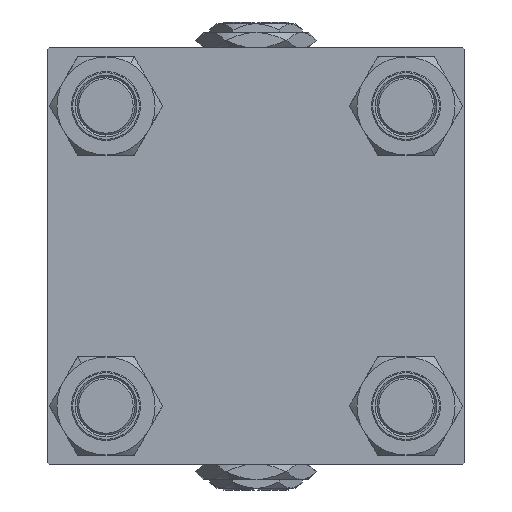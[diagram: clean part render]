
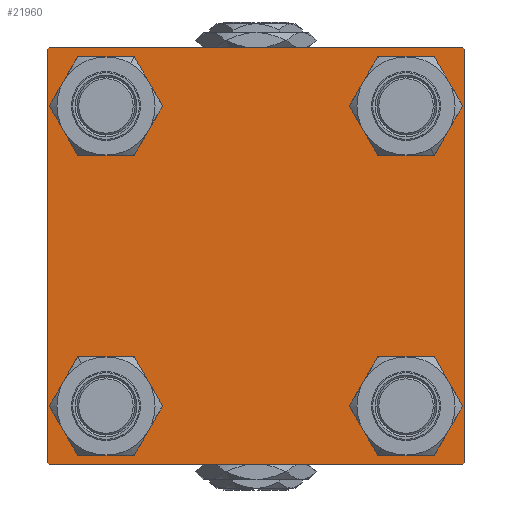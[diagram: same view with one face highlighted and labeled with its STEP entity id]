
A CAD part, left-side view. The second image highlights one B-rep face of the part: STEP entity #21960.
In plain terms, the highlighted planar face has unit normal (-1, 0, 0).
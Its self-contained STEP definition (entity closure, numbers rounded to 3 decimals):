
#430 = VERTEX_POINT ( 'NONE', #43738 ) ;
#1590 = ORIENTED_EDGE ( 'NONE', *, *, #36932, .T. ) ;
#2013 = CIRCLE ( 'NONE', #12298, 8.5 ) ;
#2258 = ORIENTED_EDGE ( 'NONE', *, *, #49343, .T. ) ;
#2518 = EDGE_CURVE ( 'NONE', #19969, #36260, #38040, .T. ) ;
#2531 = VERTEX_POINT ( 'NONE', #47451 ) ;
#2575 = EDGE_CURVE ( 'NONE', #45591, #16499, #23377, .T. ) ;
#2876 = CIRCLE ( 'NONE', #6282, 8.5 ) ;
#2924 = CARTESIAN_POINT ( 'NONE',  ( 0., 57.25, -57.25 ) ) ;
#3221 = EDGE_CURVE ( 'NONE', #430, #2531, #41493, .T. ) ;
#3676 = AXIS2_PLACEMENT_3D ( 'NONE', #8128, #24160, #20959 ) ;
#3976 = CARTESIAN_POINT ( 'NONE',  ( 0., -41.35, -41.35 ) ) ;
#4829 = VECTOR ( 'NONE', #51476, 1000. ) ;
#5366 = ORIENTED_EDGE ( 'NONE', *, *, #39160, .T. ) ;
#5491 = CARTESIAN_POINT ( 'NONE',  ( 0., -57.5, 57. ) ) ;
#6026 = DIRECTION ( 'NONE',  ( 1., 0., 0. ) ) ;
#6282 = AXIS2_PLACEMENT_3D ( 'NONE', #36195, #31917, #28162 ) ;
#6438 = DIRECTION ( 'NONE',  ( 0., -1., 0. ) ) ;
#7233 = CARTESIAN_POINT ( 'NONE',  ( 0., -57.25, -57.25 ) ) ;
#7575 = VERTEX_POINT ( 'NONE', #37568 ) ;
#8122 = DIRECTION ( 'NONE',  ( 1., 0., 0. ) ) ;
#8128 = CARTESIAN_POINT ( 'NONE',  ( 0., -41.35, 41.35 ) ) ;
#8198 = EDGE_CURVE ( 'NONE', #7575, #43615, #46686, .T. ) ;
#8313 = CARTESIAN_POINT ( 'NONE',  ( 0., 0., 0. ) ) ;
#8586 = VECTOR ( 'NONE', #14210, 1000. ) ;
#9042 = VECTOR ( 'NONE', #24850, 1000. ) ;
#9260 = VERTEX_POINT ( 'NONE', #32500 ) ;
#9389 = ORIENTED_EDGE ( 'NONE', *, *, #44227, .T. ) ;
#9985 = AXIS2_PLACEMENT_3D ( 'NONE', #3976, #32063, #44354 ) ;
#10306 = EDGE_CURVE ( 'NONE', #45591, #38752, #11514, .T. ) ;
#10696 = CARTESIAN_POINT ( 'NONE',  ( 0., -57., -57.5 ) ) ;
#10722 = CARTESIAN_POINT ( 'NONE',  ( 0., 57.5, 57.5 ) ) ;
#10842 = DIRECTION ( 'NONE',  ( 0., 0.707, 0.707 ) ) ;
#10913 = ORIENTED_EDGE ( 'NONE', *, *, #41706, .T. ) ;
#11106 = DIRECTION ( 'NONE',  ( 0., 0., 1. ) ) ;
#11473 = VECTOR ( 'NONE', #19016, 1000. ) ;
#11514 = LINE ( 'NONE', #23794, #29632 ) ;
#12232 = ORIENTED_EDGE ( 'NONE', *, *, #45867, .T. ) ;
#12298 = AXIS2_PLACEMENT_3D ( 'NONE', #44743, #8122, #16417 ) ;
#12391 = EDGE_LOOP ( 'NONE', ( #12232, #9389 ) ) ;
#12554 = EDGE_LOOP ( 'NONE', ( #32769, #39363 ) ) ;
#13520 = CARTESIAN_POINT ( 'NONE',  ( 0., 57., -57.5 ) ) ;
#14046 = ORIENTED_EDGE ( 'NONE', *, *, #8198, .T. ) ;
#14210 = DIRECTION ( 'NONE',  ( 0., -1., 0. ) ) ;
#15387 = CARTESIAN_POINT ( 'NONE',  ( 0., -57., 57.5 ) ) ;
#15946 = CARTESIAN_POINT ( 'NONE',  ( 0., 57.5, -57. ) ) ;
#16417 = DIRECTION ( 'NONE',  ( 0., 0., 1. ) ) ;
#16499 = VERTEX_POINT ( 'NONE', #15387 ) ;
#16580 = LINE ( 'NONE', #49702, #9042 ) ;
#17712 = CARTESIAN_POINT ( 'NONE',  ( 0., 41.35, 41.35 ) ) ;
#17917 = ORIENTED_EDGE ( 'NONE', *, *, #23984, .F. ) ;
#18223 = CARTESIAN_POINT ( 'NONE',  ( 0., 57.5, -57.5 ) ) ;
#18401 = CARTESIAN_POINT ( 'NONE',  ( 0., 41.35, 41.35 ) ) ;
#18717 = ORIENTED_EDGE ( 'NONE', *, *, #10306, .F. ) ;
#19016 = DIRECTION ( 'NONE',  ( 0., -0.707, 0.707 ) ) ;
#19229 = VERTEX_POINT ( 'NONE', #13520 ) ;
#19969 = VERTEX_POINT ( 'NONE', #29821 ) ;
#20484 = CARTESIAN_POINT ( 'NONE',  ( 0., -41.35, 49.85 ) ) ;
#20873 = EDGE_CURVE ( 'NONE', #2531, #430, #32356, .T. ) ;
#20959 = DIRECTION ( 'NONE',  ( 0., 0., 1. ) ) ;
#21403 = DIRECTION ( 'NONE',  ( -1., 0., 0. ) ) ;
#21960 = ADVANCED_FACE ( 'NONE', ( #49727, #41735, #37466, #48934, #25138 ), #44935, .T. ) ;
#22131 = AXIS2_PLACEMENT_3D ( 'NONE', #17712, #34019, #50313 ) ;
#22336 = CARTESIAN_POINT ( 'NONE',  ( 0., 41.35, -41.35 ) ) ;
#22613 = CIRCLE ( 'NONE', #35440, 8.5 ) ;
#22631 = CARTESIAN_POINT ( 'NONE',  ( 0., 41.35, -49.85 ) ) ;
#22825 = VERTEX_POINT ( 'NONE', #10696 ) ;
#22880 = CARTESIAN_POINT ( 'NONE',  ( 0., 57.25, 57.25 ) ) ;
#23377 = LINE ( 'NONE', #39716, #46575 ) ;
#23389 = CARTESIAN_POINT ( 'NONE',  ( 0., -57.5, -57. ) ) ;
#23794 = CARTESIAN_POINT ( 'NONE',  ( 0., -57.5, 57.5 ) ) ;
#23984 = EDGE_CURVE ( 'NONE', #7575, #16499, #50820, .T. ) ;
#24007 = ORIENTED_EDGE ( 'NONE', *, *, #37292, .T. ) ;
#24160 = DIRECTION ( 'NONE',  ( 1., 0., 0. ) ) ;
#24850 = DIRECTION ( 'NONE',  ( 0., 0., -1. ) ) ;
#25138 = FACE_OUTER_BOUND ( 'NONE', #34125, .T. ) ;
#26781 = ORIENTED_EDGE ( 'NONE', *, *, #52107, .T. ) ;
#26965 = EDGE_LOOP ( 'NONE', ( #26781, #10913 ) ) ;
#27019 = LINE ( 'NONE', #18223, #30207 ) ;
#27717 = VECTOR ( 'NONE', #44360, 1000. ) ;
#27819 = LINE ( 'NONE', #7233, #11473 ) ;
#28040 = ORIENTED_EDGE ( 'NONE', *, *, #34920, .T. ) ;
#28162 = DIRECTION ( 'NONE',  ( 0., 0., 1. ) ) ;
#29632 = VECTOR ( 'NONE', #45184, 1000. ) ;
#29821 = CARTESIAN_POINT ( 'NONE',  ( 0., 41.35, -32.85 ) ) ;
#29836 = AXIS2_PLACEMENT_3D ( 'NONE', #8313, #21403, #32906 ) ;
#30207 = VECTOR ( 'NONE', #6438, 1000. ) ;
#30318 = VERTEX_POINT ( 'NONE', #15946 ) ;
#30978 = ORIENTED_EDGE ( 'NONE', *, *, #2518, .T. ) ;
#31544 = LINE ( 'NONE', #2924, #27717 ) ;
#31917 = DIRECTION ( 'NONE',  ( 1., 0., 0. ) ) ;
#32063 = DIRECTION ( 'NONE',  ( 1., 0., 0. ) ) ;
#32356 = CIRCLE ( 'NONE', #22131, 8.5 ) ;
#32500 = CARTESIAN_POINT ( 'NONE',  ( 0., -41.35, -32.85 ) ) ;
#32769 = ORIENTED_EDGE ( 'NONE', *, *, #20873, .T. ) ;
#32906 = DIRECTION ( 'NONE',  ( 0., 0., 1. ) ) ;
#34019 = DIRECTION ( 'NONE',  ( 1., 0., 0. ) ) ;
#34125 = EDGE_LOOP ( 'NONE', ( #5366, #24007, #28040, #1590, #18717, #47630, #17917, #14046 ) ) ;
#34500 = VERTEX_POINT ( 'NONE', #41582 ) ;
#34712 = DIRECTION ( 'NONE',  ( 1., 0., 0. ) ) ;
#34920 = EDGE_CURVE ( 'NONE', #19229, #22825, #27019, .T. ) ;
#35440 = AXIS2_PLACEMENT_3D ( 'NONE', #51218, #46411, #42419 ) ;
#36195 = CARTESIAN_POINT ( 'NONE',  ( 0., 41.35, -41.35 ) ) ;
#36260 = VERTEX_POINT ( 'NONE', #22631 ) ;
#36436 = CIRCLE ( 'NONE', #9985, 8.5 ) ;
#36932 = EDGE_CURVE ( 'NONE', #22825, #38752, #27819, .T. ) ;
#37292 = EDGE_CURVE ( 'NONE', #30318, #19229, #31544, .T. ) ;
#37466 = FACE_BOUND ( 'NONE', #52899, .T. ) ;
#37568 = CARTESIAN_POINT ( 'NONE',  ( 0., 57., 57.5 ) ) ;
#38040 = CIRCLE ( 'NONE', #43971, 8.5 ) ;
#38752 = VERTEX_POINT ( 'NONE', #23389 ) ;
#39160 = EDGE_CURVE ( 'NONE', #43615, #30318, #16580, .T. ) ;
#39363 = ORIENTED_EDGE ( 'NONE', *, *, #3221, .T. ) ;
#39716 = CARTESIAN_POINT ( 'NONE',  ( 0., -57.25, 57.25 ) ) ;
#40039 = CARTESIAN_POINT ( 'NONE',  ( 0., 57.5, 57. ) ) ;
#41493 = CIRCLE ( 'NONE', #47453, 8.5 ) ;
#41582 = CARTESIAN_POINT ( 'NONE',  ( 0., -41.35, -49.85 ) ) ;
#41706 = EDGE_CURVE ( 'NONE', #34500, #9260, #36436, .T. ) ;
#41735 = FACE_BOUND ( 'NONE', #26965, .T. ) ;
#42419 = DIRECTION ( 'NONE',  ( 0., 0., 1. ) ) ;
#42842 = CARTESIAN_POINT ( 'NONE',  ( 0., -41.35, 32.85 ) ) ;
#43171 = VERTEX_POINT ( 'NONE', #42842 ) ;
#43615 = VERTEX_POINT ( 'NONE', #40039 ) ;
#43738 = CARTESIAN_POINT ( 'NONE',  ( 0., 41.35, 32.85 ) ) ;
#43971 = AXIS2_PLACEMENT_3D ( 'NONE', #22336, #6026, #11106 ) ;
#44227 = EDGE_CURVE ( 'NONE', #43171, #48989, #49788, .T. ) ;
#44354 = DIRECTION ( 'NONE',  ( 0., 0., 1. ) ) ;
#44360 = DIRECTION ( 'NONE',  ( 0., -0.707, -0.707 ) ) ;
#44743 = CARTESIAN_POINT ( 'NONE',  ( 0., -41.35, 41.35 ) ) ;
#44935 = PLANE ( 'NONE',  #29836 ) ;
#45184 = DIRECTION ( 'NONE',  ( 0., 0., -1. ) ) ;
#45591 = VERTEX_POINT ( 'NONE', #5491 ) ;
#45867 = EDGE_CURVE ( 'NONE', #48989, #43171, #2013, .T. ) ;
#46411 = DIRECTION ( 'NONE',  ( 1., 0., 0. ) ) ;
#46575 = VECTOR ( 'NONE', #10842, 1000. ) ;
#46686 = LINE ( 'NONE', #22880, #4829 ) ;
#47451 = CARTESIAN_POINT ( 'NONE',  ( 0., 41.35, 49.85 ) ) ;
#47453 = AXIS2_PLACEMENT_3D ( 'NONE', #18401, #34712, #51007 ) ;
#47630 = ORIENTED_EDGE ( 'NONE', *, *, #2575, .T. ) ;
#48934 = FACE_BOUND ( 'NONE', #12554, .T. ) ;
#48989 = VERTEX_POINT ( 'NONE', #20484 ) ;
#49343 = EDGE_CURVE ( 'NONE', #36260, #19969, #2876, .T. ) ;
#49702 = CARTESIAN_POINT ( 'NONE',  ( 0., 57.5, 57.5 ) ) ;
#49727 = FACE_BOUND ( 'NONE', #12391, .T. ) ;
#49788 = CIRCLE ( 'NONE', #3676, 8.5 ) ;
#50313 = DIRECTION ( 'NONE',  ( 0., 0., 1. ) ) ;
#50820 = LINE ( 'NONE', #10722, #8586 ) ;
#51007 = DIRECTION ( 'NONE',  ( 0., 0., 1. ) ) ;
#51218 = CARTESIAN_POINT ( 'NONE',  ( 0., -41.35, -41.35 ) ) ;
#51476 = DIRECTION ( 'NONE',  ( 0., 0.707, -0.707 ) ) ;
#52107 = EDGE_CURVE ( 'NONE', #9260, #34500, #22613, .T. ) ;
#52899 = EDGE_LOOP ( 'NONE', ( #30978, #2258 ) ) ;
